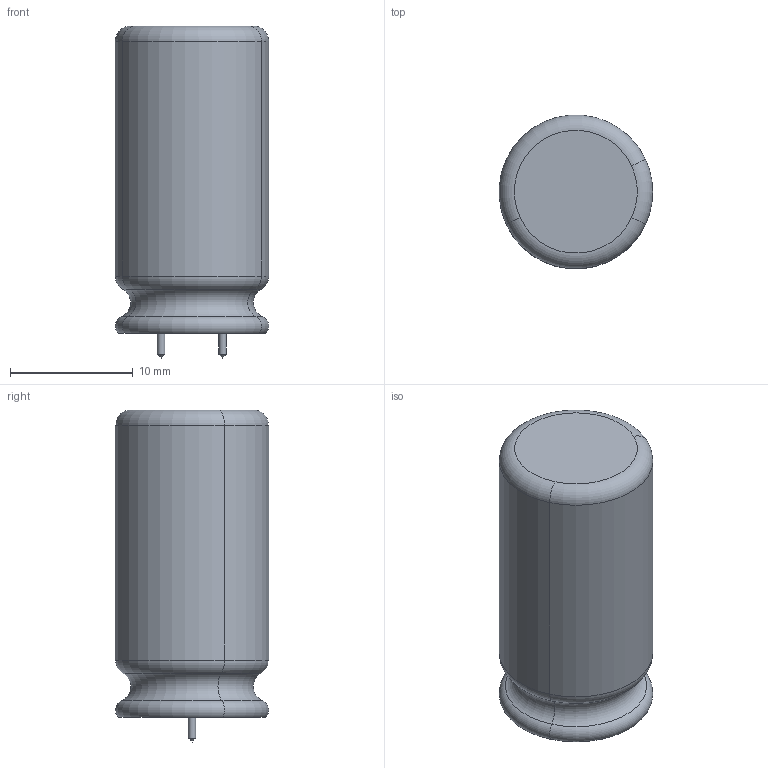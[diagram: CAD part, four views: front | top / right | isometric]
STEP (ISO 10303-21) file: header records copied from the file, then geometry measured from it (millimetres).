
FILE_DESCRIPTION(/* description */ (''),/* implementation_level */ '2;1');
FILE_NAME(/* name */ 'param_cap v7.step',/* time_stamp */ '2018-10-13T09:37:43-05:00',/* author */ ('bmboucher'),/* organization */ (''),/* preprocessor_version */ 'ST-DEVELOPER v17.2',/* originating_system */ 'Autodesk Translation Framework v7.6.0.251',/* authorisation */ '');
FILE_SCHEMA (('AUTOMOTIVE_DESIGN { 1 0 10303 214 3 1 1 }'));
Length unit declared in the file: millimetre
Products named in the file (1): param_cap
Bounding box: 12.48 x 12.45 x 27 mm (x, y, z)
Volume: 2958.8 mm3; surface area: 1222 mm2
Topology: 1 solids, 1 shells, 26 faces, 58 edges, 34 vertices
Faces by surface type: torus 12, plane 7, cylinder 5, cone 2
Full cylindrical faces by diameter (mm): 0.6 x2
Entity records: 798 total; most frequent: DIRECTION 153, CARTESIAN_POINT 117, ORIENTED_EDGE 112, AXIS2_PLACEMENT_3D 70, EDGE_CURVE 56, CIRCLE 43, VERTEX_POINT 34, EDGE_LOOP 28
